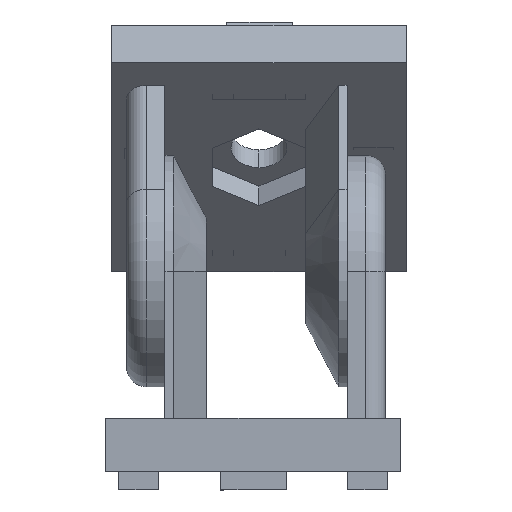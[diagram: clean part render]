
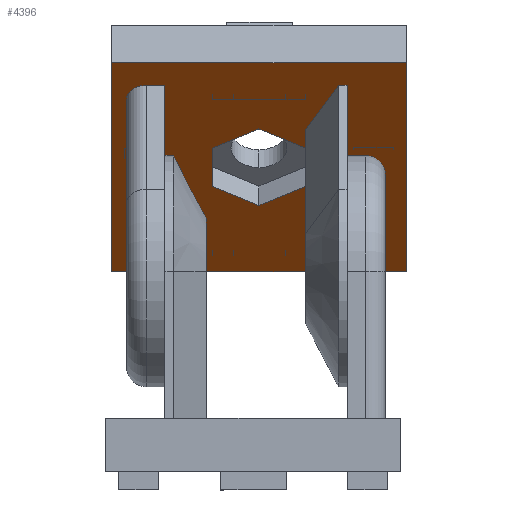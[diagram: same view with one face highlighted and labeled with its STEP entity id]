
A CAD part, top view. The second image highlights one B-rep face of the part: STEP entity #4396.
In plain terms, the highlighted face is planar.
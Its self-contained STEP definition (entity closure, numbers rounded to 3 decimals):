
#25 = CARTESIAN_POINT ( 'NONE',  ( -12.1, 8., 17.6 ) ) ;
#93 = CARTESIAN_POINT ( 'NONE',  ( 7.101, 8., -4.1 ) ) ;
#217 = ORIENTED_EDGE ( 'NONE', *, *, #545, .T. ) ;
#322 = VECTOR ( 'NONE', #4362, 1000. ) ;
#337 = LINE ( 'NONE', #3101, #4478 ) ;
#376 = ORIENTED_EDGE ( 'NONE', *, *, #1448, .T. ) ;
#442 = ORIENTED_EDGE ( 'NONE', *, *, #4421, .F. ) ;
#490 = VERTEX_POINT ( 'NONE', #1420 ) ;
#545 = EDGE_CURVE ( 'NONE', #1822, #1554, #595, .T. ) ;
#558 = CARTESIAN_POINT ( 'NONE',  ( -7.1, 8., -17.6 ) ) ;
#562 = LINE ( 'NONE', #1627, #322 ) ;
#595 = LINE ( 'NONE', #3199, #1518 ) ;
#672 = LINE ( 'NONE', #2652, #1588 ) ;
#674 = CARTESIAN_POINT ( 'NONE',  ( -7.101, 8., 4.1 ) ) ;
#687 = CARTESIAN_POINT ( 'NONE',  ( 7.101, 8., 4.1 ) ) ;
#817 = LINE ( 'NONE', #3238, #3861 ) ;
#824 = ORIENTED_EDGE ( 'NONE', *, *, #1725, .F. ) ;
#928 = DIRECTION ( 'NONE',  ( -0.866, 0., -0.5 ) ) ;
#1085 = EDGE_CURVE ( 'NONE', #2765, #4836, #5032, .T. ) ;
#1107 = DIRECTION ( 'NONE',  ( 0.462, 0., 0.887 ) ) ;
#1146 = CARTESIAN_POINT ( 'NONE',  ( 0., 8., -8.2 ) ) ;
#1152 = CARTESIAN_POINT ( 'NONE',  ( -7.1, 8., 4.101 ) ) ;
#1167 = DIRECTION ( 'NONE',  ( -1., 0., 0. ) ) ;
#1199 = VECTOR ( 'NONE', #1460, 1000. ) ;
#1233 = VERTEX_POINT ( 'NONE', #1152 ) ;
#1257 = EDGE_CURVE ( 'NONE', #4203, #1370, #3200, .T. ) ;
#1294 = CARTESIAN_POINT ( 'NONE',  ( 0., 8., 8.2 ) ) ;
#1307 = DIRECTION ( 'NONE',  ( 0., 1., 0. ) ) ;
#1326 = LINE ( 'NONE', #4849, #1199 ) ;
#1370 = VERTEX_POINT ( 'NONE', #93 ) ;
#1401 = LINE ( 'NONE', #1862, #3398 ) ;
#1420 = CARTESIAN_POINT ( 'NONE',  ( 22.4, 8., -22.4 ) ) ;
#1438 = LINE ( 'NONE', #5052, #3325 ) ;
#1448 = EDGE_CURVE ( 'NONE', #2765, #3086, #337, .T. ) ;
#1460 = DIRECTION ( 'NONE',  ( 0., 0., 1. ) ) ;
#1480 = VERTEX_POINT ( 'NONE', #4666 ) ;
#1485 = VERTEX_POINT ( 'NONE', #25 ) ;
#1518 = VECTOR ( 'NONE', #2014, 1000. ) ;
#1554 = VERTEX_POINT ( 'NONE', #4434 ) ;
#1588 = VECTOR ( 'NONE', #2242, 1000. ) ;
#1600 = DIRECTION ( 'NONE',  ( 0., 0., -1. ) ) ;
#1627 = CARTESIAN_POINT ( 'NONE',  ( -12.1, 8., 17.6 ) ) ;
#1636 = LINE ( 'NONE', #2351, #4612 ) ;
#1674 = EDGE_LOOP ( 'NONE', ( #3321, #217, #2490, #4176 ) ) ;
#1725 = EDGE_CURVE ( 'NONE', #1233, #5014, #3069, .T. ) ;
#1813 = ORIENTED_EDGE ( 'NONE', *, *, #1257, .F. ) ;
#1819 = CARTESIAN_POINT ( 'NONE',  ( -22.4, 8., 22.4 ) ) ;
#1822 = VERTEX_POINT ( 'NONE', #1819 ) ;
#1831 = LINE ( 'NONE', #4543, #4902 ) ;
#1833 = VERTEX_POINT ( 'NONE', #4150 ) ;
#1849 = VECTOR ( 'NONE', #928, 1000. ) ;
#1862 = CARTESIAN_POINT ( 'NONE',  ( -7.1, 8., 17.6 ) ) ;
#1991 = CARTESIAN_POINT ( 'NONE',  ( 7.101, 8., 4.1 ) ) ;
#2006 = EDGE_CURVE ( 'NONE', #1233, #3853, #1831, .T. ) ;
#2014 = DIRECTION ( 'NONE',  ( 1., 0., 0. ) ) ;
#2084 = LINE ( 'NONE', #1146, #5028 ) ;
#2134 = EDGE_CURVE ( 'NONE', #1554, #490, #1438, .T. ) ;
#2153 = EDGE_CURVE ( 'NONE', #4836, #4703, #1326, .T. ) ;
#2221 = EDGE_CURVE ( 'NONE', #3086, #1480, #817, .T. ) ;
#2242 = DIRECTION ( 'NONE',  ( 0., 0., 1. ) ) ;
#2351 = CARTESIAN_POINT ( 'NONE',  ( -22.4, 8., -22.4 ) ) ;
#2355 = EDGE_LOOP ( 'NONE', ( #824, #2609, #2543, #4445, #4711, #3004, #376, #4307, #3789, #442, #1813, #4035 ) ) ;
#2490 = ORIENTED_EDGE ( 'NONE', *, *, #2134, .T. ) ;
#2543 = ORIENTED_EDGE ( 'NONE', *, *, #2819, .T. ) ;
#2609 = ORIENTED_EDGE ( 'NONE', *, *, #2006, .T. ) ;
#2652 = CARTESIAN_POINT ( 'NONE',  ( -22.4, 8., -22.4 ) ) ;
#2765 = VERTEX_POINT ( 'NONE', #4008 ) ;
#2767 = DIRECTION ( 'NONE',  ( -1., 0., 0. ) ) ;
#2768 = VECTOR ( 'NONE', #3202, 1000. ) ;
#2799 = DIRECTION ( 'NONE',  ( 0., 0., -1. ) ) ;
#2819 = EDGE_CURVE ( 'NONE', #3853, #1485, #562, .T. ) ;
#2881 = CARTESIAN_POINT ( 'NONE',  ( 0., 8., 0. ) ) ;
#2904 = AXIS2_PLACEMENT_3D ( 'NONE', #2881, #1307, #3374 ) ;
#3004 = ORIENTED_EDGE ( 'NONE', *, *, #1085, .F. ) ;
#3020 = FACE_BOUND ( 'NONE', #2355, .T. ) ;
#3069 = LINE ( 'NONE', #674, #5079 ) ;
#3086 = VERTEX_POINT ( 'NONE', #4811 ) ;
#3099 = CARTESIAN_POINT ( 'NONE',  ( 7.101, 8., -4.1 ) ) ;
#3101 = CARTESIAN_POINT ( 'NONE',  ( -12.1, 8., -17.6 ) ) ;
#3166 = CARTESIAN_POINT ( 'NONE',  ( -13.4, 8., -17.6 ) ) ;
#3194 = EDGE_CURVE ( 'NONE', #4123, #1822, #672, .T. ) ;
#3198 = DIRECTION ( 'NONE',  ( 0., 0., 1. ) ) ;
#3199 = CARTESIAN_POINT ( 'NONE',  ( -22.4, 8., 22.4 ) ) ;
#3200 = LINE ( 'NONE', #687, #4142 ) ;
#3202 = DIRECTION ( 'NONE',  ( 0.866, 0., -0.5 ) ) ;
#3238 = CARTESIAN_POINT ( 'NONE',  ( -7.1, 8., -17.6 ) ) ;
#3321 = ORIENTED_EDGE ( 'NONE', *, *, #3194, .T. ) ;
#3325 = VECTOR ( 'NONE', #1600, 1000. ) ;
#3374 = DIRECTION ( 'NONE',  ( 0., 0., 1. ) ) ;
#3398 = VECTOR ( 'NONE', #2767, 1000. ) ;
#3481 = CARTESIAN_POINT ( 'NONE',  ( -7.1, 8., 8. ) ) ;
#3789 = ORIENTED_EDGE ( 'NONE', *, *, #4728, .F. ) ;
#3834 = DIRECTION ( 'NONE',  ( 0., 0., 1. ) ) ;
#3853 = VERTEX_POINT ( 'NONE', #3481 ) ;
#3861 = VECTOR ( 'NONE', #3198, 1000. ) ;
#3910 = DIRECTION ( 'NONE',  ( -0.866, 0., 0.5 ) ) ;
#3931 = VECTOR ( 'NONE', #4054, 1000. ) ;
#3935 = CARTESIAN_POINT ( 'NONE',  ( -13.4, 8., 17.6 ) ) ;
#4008 = CARTESIAN_POINT ( 'NONE',  ( -12.1, 8., -17.6 ) ) ;
#4031 = CARTESIAN_POINT ( 'NONE',  ( -22.4, 8., -22.4 ) ) ;
#4035 = ORIENTED_EDGE ( 'NONE', *, *, #4450, .F. ) ;
#4054 = DIRECTION ( 'NONE',  ( -1., 0., 0. ) ) ;
#4080 = FACE_OUTER_BOUND ( 'NONE', #1674, .T. ) ;
#4123 = VERTEX_POINT ( 'NONE', #4031 ) ;
#4132 = CARTESIAN_POINT ( 'NONE',  ( 0., 8., 8.2 ) ) ;
#4142 = VECTOR ( 'NONE', #2799, 1000. ) ;
#4150 = CARTESIAN_POINT ( 'NONE',  ( 0., 8., -8.2 ) ) ;
#4176 = ORIENTED_EDGE ( 'NONE', *, *, #4231, .T. ) ;
#4203 = VERTEX_POINT ( 'NONE', #1991 ) ;
#4231 = EDGE_CURVE ( 'NONE', #490, #4123, #1636, .T. ) ;
#4307 = ORIENTED_EDGE ( 'NONE', *, *, #2221, .T. ) ;
#4362 = DIRECTION ( 'NONE',  ( -0.462, 0., 0.887 ) ) ;
#4396 = ADVANCED_FACE ( 'NONE', ( #3020, #4080 ), #4446, .T. ) ;
#4421 = EDGE_CURVE ( 'NONE', #1370, #1833, #5035, .T. ) ;
#4434 = CARTESIAN_POINT ( 'NONE',  ( 22.4, 8., 22.4 ) ) ;
#4445 = ORIENTED_EDGE ( 'NONE', *, *, #4627, .T. ) ;
#4446 = PLANE ( 'NONE',  #2904 ) ;
#4450 = EDGE_CURVE ( 'NONE', #5014, #4203, #4794, .T. ) ;
#4478 = VECTOR ( 'NONE', #1107, 1000. ) ;
#4543 = CARTESIAN_POINT ( 'NONE',  ( -7.1, 8., -17.6 ) ) ;
#4612 = VECTOR ( 'NONE', #1167, 1000. ) ;
#4627 = EDGE_CURVE ( 'NONE', #1485, #4703, #1401, .T. ) ;
#4666 = CARTESIAN_POINT ( 'NONE',  ( -7.1, 8., -4.101 ) ) ;
#4703 = VERTEX_POINT ( 'NONE', #3935 ) ;
#4711 = ORIENTED_EDGE ( 'NONE', *, *, #2153, .F. ) ;
#4728 = EDGE_CURVE ( 'NONE', #1833, #1480, #2084, .T. ) ;
#4794 = LINE ( 'NONE', #1294, #2768 ) ;
#4811 = CARTESIAN_POINT ( 'NONE',  ( -7.1, 8., -8. ) ) ;
#4836 = VERTEX_POINT ( 'NONE', #3166 ) ;
#4849 = CARTESIAN_POINT ( 'NONE',  ( -13.4, 8., -17.6 ) ) ;
#4885 = DIRECTION ( 'NONE',  ( 0.866, 0., 0.5 ) ) ;
#4902 = VECTOR ( 'NONE', #3834, 1000. ) ;
#5014 = VERTEX_POINT ( 'NONE', #4132 ) ;
#5028 = VECTOR ( 'NONE', #3910, 1000. ) ;
#5032 = LINE ( 'NONE', #558, #3931 ) ;
#5035 = LINE ( 'NONE', #3099, #1849 ) ;
#5052 = CARTESIAN_POINT ( 'NONE',  ( 22.4, 8., -22.4 ) ) ;
#5079 = VECTOR ( 'NONE', #4885, 1000. ) ;
